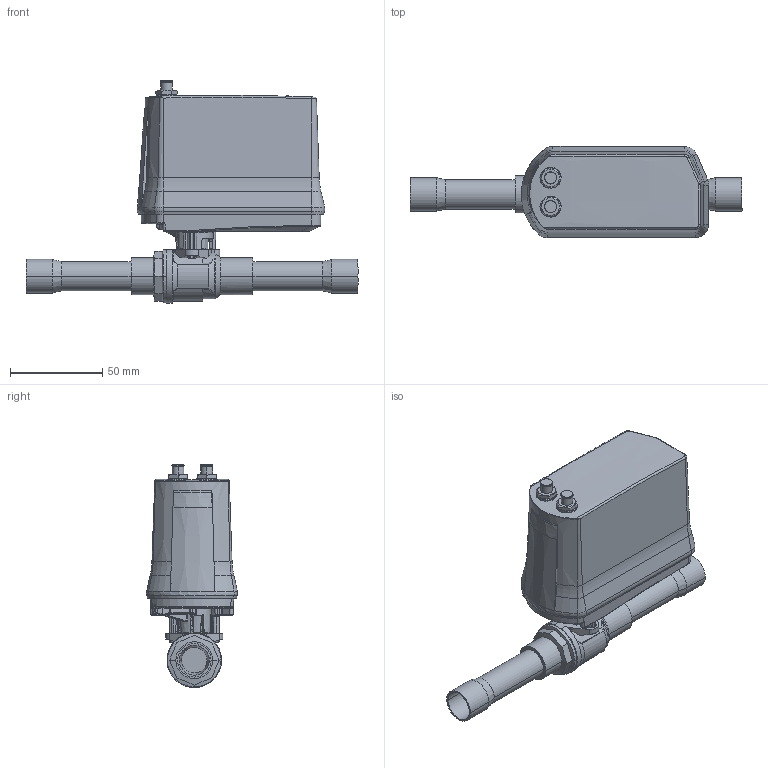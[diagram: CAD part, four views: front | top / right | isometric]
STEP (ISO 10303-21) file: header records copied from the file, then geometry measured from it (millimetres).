
FILE_DESCRIPTION((''),'2;1');
FILE_NAME('ATTUATORE1_VALVOLA_EXR20D16D16','2023-07-07T09:03:28',('massimo'),('ZETA 4'),'CREO PARAMETRIC BY PTC INC, 2022162','CREO PARAMETRIC BY PTC INC, 2022162','');
FILE_SCHEMA(('AUTOMOTIVE_DESIGN { 1 0 10303 214 1 1 1 1 }'));
Length unit declared in the file: millimetre
Products named in the file (1): ATTUATORE1_VALVOLA_EXR20D16D16
Bounding box: 180 x 49.5 x 120.85 mm (x, y, z)
Volume: 338284.7 mm3; surface area: 49310 mm2
Topology: 1 solids, 2 shells, 848 faces, 2192 edges, 1318 vertices
Faces by surface type: bspline 216, plane 187, cylinder 167, cone 142, torus 97, sphere 22, extrusion 17
Entity records: 39814 total; most frequent: CARTESIAN_POINT 20153, ORIENTED_EDGE 4322, DIRECTION 3199, EDGE_CURVE 2161, VERTEX_POINT 1318, AXIS2_PLACEMENT_3D 1290, B_SPLINE_CURVE_WITH_KNOTS 901, EDGE_LOOP 869
